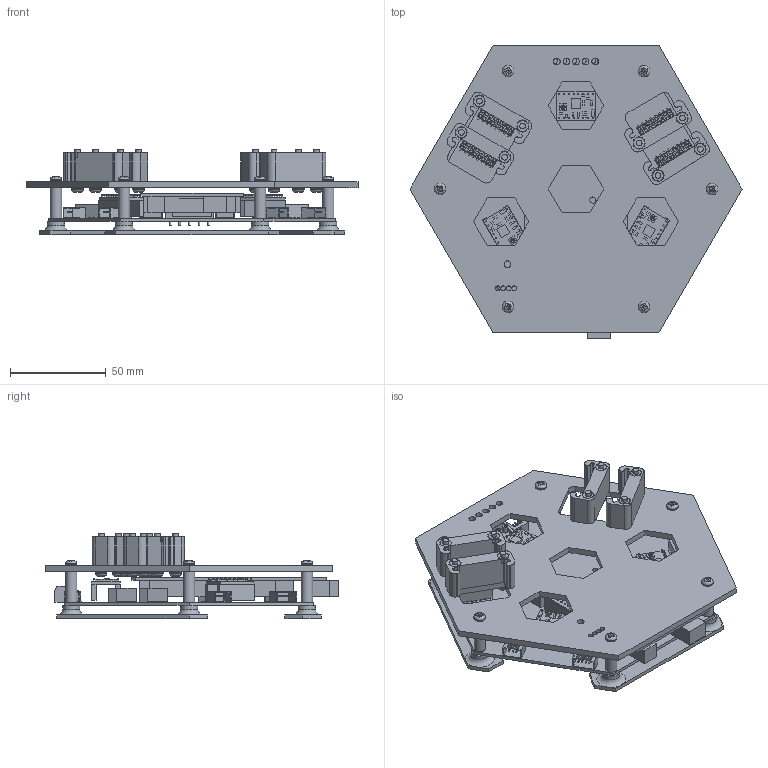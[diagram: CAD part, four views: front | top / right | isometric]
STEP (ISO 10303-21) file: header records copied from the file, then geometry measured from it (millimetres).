
FILE_DESCRIPTION(/* description */ ('Alibre Inc.'),/* implementation_level */ '2;1');
FILE_NAME(/* name */ 'export0',/* time_stamp */ '2015-07-11T14:40:22+12:00',/* author */ (''),/* organization */ (''),/* preprocessor_version */ 'ST-DEVELOPER v14',/* originating_system */ 'Alibre',/* authorisation */ '');
FILE_SCHEMA (('CONFIG_CONTROL_DESIGN'));
Length unit declared in the file: centimetre
Products named in the file (16): EMC02; ID_1; EL-STEPSTICK; EL-ARDUINO-MEGA2560; ID_2; ID_3; ID_4; ID_5; PC04a; ID_6; ID_7; ID_8
Bounding box: 173.21 x 153.08 x 44.59 mm (x, y, z)
Volume: 130660.4 mm3; surface area: 127973.6 mm2
Topology: 58 solids, 58 shells, 2841 faces, 7027 edges, 4570 vertices
Faces by surface type: plane 2520, cylinder 281, torus 34, cone 6
Full cylindrical faces by diameter (mm): 0.8 x86, 0.9 x5, 1.131 x5, 2.327 x3, 2.5 x4, 2.7 x5, 3 x28, 3.2 x14, 3.25 x5, 3.4 x6, 3.5 x32, 5.5 x6, 6 x20, 9 x6
Entity records: 32985 total; most frequent: CARTESIAN_POINT 6711, ORIENTED_EDGE 4716, DIRECTION 4019, EDGE_CURVE 2358, VECTOR 1903, LINE 1903, VERTEX_POINT 1650, EDGE_LOOP 1528
